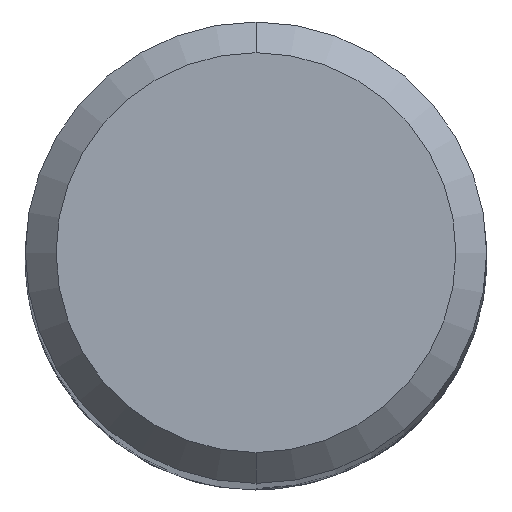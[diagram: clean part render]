
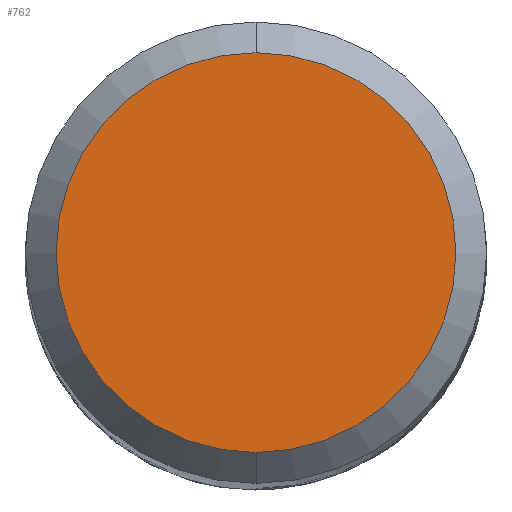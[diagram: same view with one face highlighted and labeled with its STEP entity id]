
A CAD part, top view. The second image highlights one B-rep face of the part: STEP entity #762.
In plain terms, the highlighted planar face has unit normal (0, 0, 1).
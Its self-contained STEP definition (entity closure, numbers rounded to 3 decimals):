
#544=EDGE_CURVE('',#694,#1018,#1246,.T.);
#694=VERTEX_POINT('',#1409);
#762=ADVANCED_FACE('',(#1484),#1485,.T.);
#912=EDGE_CURVE('',#1018,#694,#1651,.T.);
#1018=VERTEX_POINT('',#1765);
#1246=CIRCLE('',#3751,2.6);
#1409=CARTESIAN_POINT('',(0.0,2.6,0.0));
#1484=FACE_OUTER_BOUND('',#5755,.T.);
#1485=PLANE('',#5756);
#1651=CIRCLE('',#6619,2.6);
#1765=CARTESIAN_POINT('',(0.,-2.6,0.0));
#3751=AXIS2_PLACEMENT_3D('',#7921,#7922,#7923);
#5755=EDGE_LOOP('',(#8197,#8198));
#5756=AXIS2_PLACEMENT_3D('',#8199,#8200,#8201);
#6619=AXIS2_PLACEMENT_3D('',#8378,#8379,#8380);
#7921=CARTESIAN_POINT('',(0.0,0.0,0.0));
#7922=DIRECTION('',(0.0,0.0,-1.0));
#7923=DIRECTION('',(0.0,1.0,0.0));
#8197=ORIENTED_EDGE('',*,*,#544,.F.);
#8198=ORIENTED_EDGE('',*,*,#912,.F.);
#8199=CARTESIAN_POINT('',(0.0,1.3,0.0));
#8200=DIRECTION('',(-0.0,0.0,1.0));
#8201=DIRECTION('',(0.0,-1.0,0.0));
#8378=CARTESIAN_POINT('',(0.0,0.0,0.0));
#8379=DIRECTION('',(0.0,0.0,-1.0));
#8380=DIRECTION('',(0.0,1.0,0.0));
